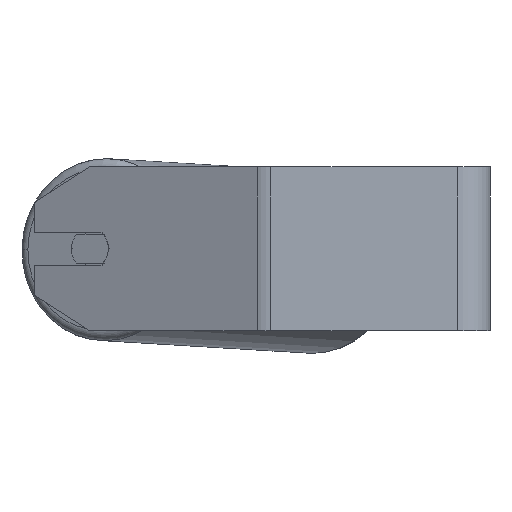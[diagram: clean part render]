
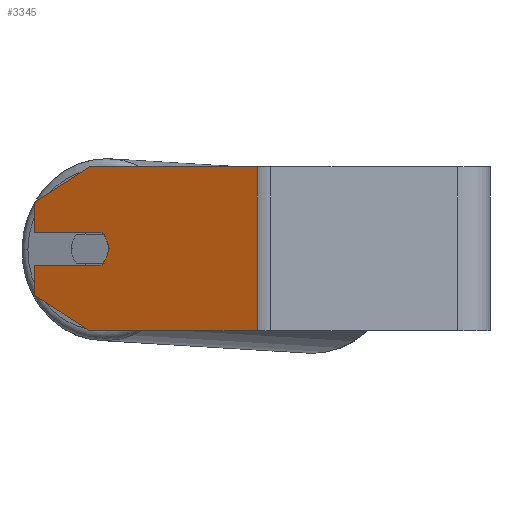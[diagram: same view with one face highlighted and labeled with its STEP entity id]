
A CAD part, left-side view. The second image highlights one B-rep face of the part: STEP entity #3345.
In plain terms, the highlighted planar face has unit normal (-0.906, 0.423, 0).
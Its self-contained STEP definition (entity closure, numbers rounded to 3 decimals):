
#90 = LINE ( 'NONE', #5945, #4882 ) ;
#259 = VERTEX_POINT ( 'NONE', #4947 ) ;
#312 = VERTEX_POINT ( 'NONE', #4495 ) ;
#354 = CARTESIAN_POINT ( 'NONE',  ( -247.745, 222.627, -8. ) ) ;
#370 = VECTOR ( 'NONE', #1581, 1000. ) ;
#420 = LINE ( 'NONE', #4763, #370 ) ;
#423 = LINE ( 'NONE', #354, #2837 ) ;
#556 = LINE ( 'NONE', #2030, #3777 ) ;
#696 = VECTOR ( 'NONE', #1257, 1000. ) ;
#853 = DIRECTION ( 'NONE',  ( 0.906, -0.423, 0. ) ) ;
#1016 = DIRECTION ( 'NONE',  ( -0.423, -0.906, 0. ) ) ;
#1028 = VECTOR ( 'NONE', #1196, 1000. ) ;
#1058 = CARTESIAN_POINT ( 'NONE',  ( -264.65, 186.374, 0. ) ) ;
#1084 = EDGE_CURVE ( 'NONE', #6506, #2190, #420, .T. ) ;
#1158 = CARTESIAN_POINT ( 'NONE',  ( -247.745, 222.627, 22.679 ) ) ;
#1164 = ORIENTED_EDGE ( 'NONE', *, *, #1084, .F. ) ;
#1177 = VERTEX_POINT ( 'NONE', #3626 ) ;
#1196 = DIRECTION ( 'NONE',  ( 0., 0., -1. ) ) ;
#1257 = DIRECTION ( 'NONE',  ( -0.366, -0.785, -0.5 ) ) ;
#1271 = EDGE_CURVE ( 'NONE', #2331, #312, #6089, .T. ) ;
#1280 = PLANE ( 'NONE',  #4498 ) ;
#1294 = VERTEX_POINT ( 'NONE', #3415 ) ;
#1355 = ORIENTED_EDGE ( 'NONE', *, *, #1633, .F. ) ;
#1381 = DIRECTION ( 'NONE',  ( 0.423, 0.906, 0. ) ) ;
#1498 = DIRECTION ( 'NONE',  ( -0.423, -0.906, 0. ) ) ;
#1581 = DIRECTION ( 'NONE',  ( 0., 0., -1. ) ) ;
#1633 = EDGE_CURVE ( 'NONE', #1294, #3824, #90, .T. ) ;
#1650 = CARTESIAN_POINT ( 'NONE',  ( -262.959, 190., -8. ) ) ;
#1771 = CARTESIAN_POINT ( 'NONE',  ( -298.501, 113.78, -40. ) ) ;
#2030 = CARTESIAN_POINT ( 'NONE',  ( -247.745, 222.627, 40. ) ) ;
#2190 = VERTEX_POINT ( 'NONE', #1771 ) ;
#2305 = ORIENTED_EDGE ( 'NONE', *, *, #6971, .F. ) ;
#2331 = VERTEX_POINT ( 'NONE', #5325 ) ;
#2703 = VECTOR ( 'NONE', #5677, 1000. ) ;
#2722 = EDGE_CURVE ( 'NONE', #312, #3824, #556, .T. ) ;
#2807 = LINE ( 'NONE', #4502, #696 ) ;
#2837 = VECTOR ( 'NONE', #1016, 1000. ) ;
#2903 = CARTESIAN_POINT ( 'NONE',  ( -260.424, 195.438, 0. ) ) ;
#3122 = ORIENTED_EDGE ( 'NONE', *, *, #5292, .T. ) ;
#3165 = ORIENTED_EDGE ( 'NONE', *, *, #2722, .T. ) ;
#3260 = DIRECTION ( 'NONE',  ( -0.906, 0.423, 0. ) ) ;
#3326 = EDGE_CURVE ( 'NONE', #5244, #4041, #5846, .T. ) ;
#3345 = ADVANCED_FACE ( 'NONE', ( #3906 ), #1280, .F. ) ;
#3378 = CARTESIAN_POINT ( 'NONE',  ( -260.424, 195.438, -40. ) ) ;
#3415 = CARTESIAN_POINT ( 'NONE',  ( -262.959, 190., 8. ) ) ;
#3505 = ORIENTED_EDGE ( 'NONE', *, *, #4276, .T. ) ;
#3617 = DIRECTION ( 'NONE',  ( 0., 0., -1. ) ) ;
#3626 = CARTESIAN_POINT ( 'NONE',  ( -247.745, 222.627, -8. ) ) ;
#3777 = VECTOR ( 'NONE', #3617, 1000. ) ;
#3792 = EDGE_LOOP ( 'NONE', ( #4588, #2305, #4878, #3122, #3505, #1164, #6715, #5162, #3165, #1355, #4618 ) ) ;
#3808 = EDGE_CURVE ( 'NONE', #2331, #6506, #4557, .T. ) ;
#3824 = VERTEX_POINT ( 'NONE', #6144 ) ;
#3898 = LINE ( 'NONE', #5013, #1028 ) ;
#3906 = FACE_OUTER_BOUND ( 'NONE', #3792, .T. ) ;
#3913 = DIRECTION ( 'NONE',  ( 0.423, 0.906, 0. ) ) ;
#4041 = VERTEX_POINT ( 'NONE', #1058 ) ;
#4276 = EDGE_CURVE ( 'NONE', #5003, #2190, #4786, .T. ) ;
#4284 = AXIS2_PLACEMENT_3D ( 'NONE', #4884, #3260, #5405 ) ;
#4295 = VECTOR ( 'NONE', #1498, 1000. ) ;
#4495 = CARTESIAN_POINT ( 'NONE',  ( -247.745, 222.627, 22.679 ) ) ;
#4498 = AXIS2_PLACEMENT_3D ( 'NONE', #6671, #853, #1381 ) ;
#4502 = CARTESIAN_POINT ( 'NONE',  ( -260.424, 195.438, -40. ) ) ;
#4557 = LINE ( 'NONE', #6062, #2703 ) ;
#4588 = ORIENTED_EDGE ( 'NONE', *, *, #3326, .F. ) ;
#4618 = ORIENTED_EDGE ( 'NONE', *, *, #5749, .F. ) ;
#4763 = CARTESIAN_POINT ( 'NONE',  ( -298.501, 113.78, 40. ) ) ;
#4786 = LINE ( 'NONE', #5865, #4295 ) ;
#4878 = ORIENTED_EDGE ( 'NONE', *, *, #6840, .T. ) ;
#4882 = VECTOR ( 'NONE', #3913, 1000. ) ;
#4884 = CARTESIAN_POINT ( 'NONE',  ( -260.424, 195.438, 0. ) ) ;
#4947 = CARTESIAN_POINT ( 'NONE',  ( -247.745, 222.627, -22.679 ) ) ;
#5003 = VERTEX_POINT ( 'NONE', #3378 ) ;
#5013 = CARTESIAN_POINT ( 'NONE',  ( -247.745, 222.627, 40. ) ) ;
#5057 = DIRECTION ( 'NONE',  ( -0.906, 0.423, 0. ) ) ;
#5089 = CIRCLE ( 'NONE', #5854, 10. ) ;
#5162 = ORIENTED_EDGE ( 'NONE', *, *, #1271, .T. ) ;
#5244 = VERTEX_POINT ( 'NONE', #1650 ) ;
#5292 = EDGE_CURVE ( 'NONE', #259, #5003, #2807, .T. ) ;
#5325 = CARTESIAN_POINT ( 'NONE',  ( -260.424, 195.438, 40. ) ) ;
#5405 = DIRECTION ( 'NONE',  ( -0.423, -0.906, 0. ) ) ;
#5437 = VECTOR ( 'NONE', #6553, 1000. ) ;
#5513 = DIRECTION ( 'NONE',  ( -0.423, -0.906, 0. ) ) ;
#5677 = DIRECTION ( 'NONE',  ( -0.423, -0.906, 0. ) ) ;
#5749 = EDGE_CURVE ( 'NONE', #4041, #1294, #5089, .T. ) ;
#5846 = CIRCLE ( 'NONE', #4284, 10. ) ;
#5854 = AXIS2_PLACEMENT_3D ( 'NONE', #2903, #5057, #5513 ) ;
#5865 = CARTESIAN_POINT ( 'NONE',  ( -247.745, 222.627, -40. ) ) ;
#5945 = CARTESIAN_POINT ( 'NONE',  ( -247.745, 222.627, 8. ) ) ;
#6062 = CARTESIAN_POINT ( 'NONE',  ( -247.745, 222.627, 40. ) ) ;
#6089 = LINE ( 'NONE', #1158, #5437 ) ;
#6144 = CARTESIAN_POINT ( 'NONE',  ( -247.745, 222.627, 8. ) ) ;
#6182 = CARTESIAN_POINT ( 'NONE',  ( -298.501, 113.78, 40. ) ) ;
#6506 = VERTEX_POINT ( 'NONE', #6182 ) ;
#6553 = DIRECTION ( 'NONE',  ( 0.366, 0.785, -0.5 ) ) ;
#6671 = CARTESIAN_POINT ( 'NONE',  ( -247.745, 222.627, 40. ) ) ;
#6715 = ORIENTED_EDGE ( 'NONE', *, *, #3808, .F. ) ;
#6840 = EDGE_CURVE ( 'NONE', #1177, #259, #3898, .T. ) ;
#6971 = EDGE_CURVE ( 'NONE', #1177, #5244, #423, .T. ) ;
